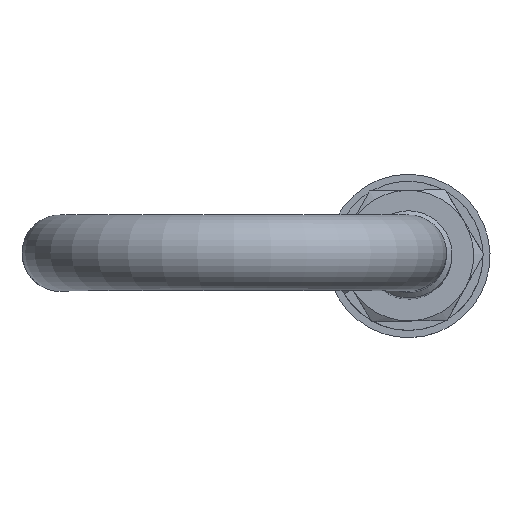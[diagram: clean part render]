
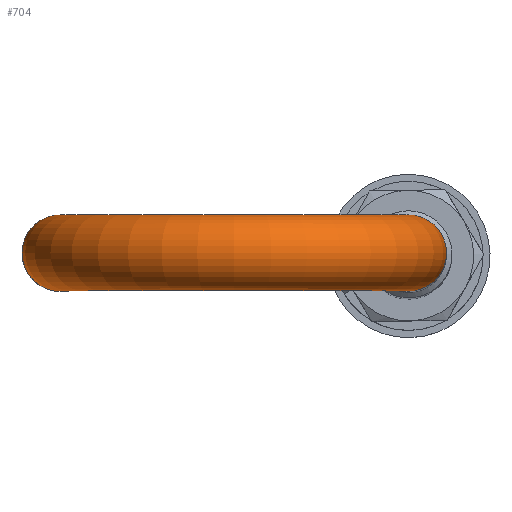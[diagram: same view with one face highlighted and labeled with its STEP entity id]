
A CAD part, top view. The second image highlights one B-rep face of the part: STEP entity #704.
In plain terms, the highlighted toroidal (fillet/blend) face has major radius 32 mm and minor radius 7 mm.
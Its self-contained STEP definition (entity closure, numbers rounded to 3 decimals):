
#49=TOROIDAL_SURFACE('',#783,32.,7.);
#88=FACE_OUTER_BOUND('',#130,.T.);
#130=EDGE_LOOP('',(#469,#470,#471,#472,#473,#474));
#239=CIRCLE('',#781,7.);
#240=CIRCLE('',#782,7.);
#241=CIRCLE('',#784,25.);
#242=CIRCLE('',#785,7.);
#243=CIRCLE('',#786,7.);
#279=VERTEX_POINT('',#1082);
#280=VERTEX_POINT('',#1084);
#281=VERTEX_POINT('',#1088);
#282=VERTEX_POINT('',#1090);
#354=EDGE_CURVE('',#280,#279,#239,.T.);
#355=EDGE_CURVE('',#279,#280,#240,.T.);
#356=EDGE_CURVE('',#280,#281,#241,.T.);
#357=EDGE_CURVE('',#282,#281,#242,.T.);
#358=EDGE_CURVE('',#281,#282,#243,.T.);
#469=ORIENTED_EDGE('',*,*,#355,.T.);
#470=ORIENTED_EDGE('',*,*,#356,.T.);
#471=ORIENTED_EDGE('',*,*,#357,.F.);
#472=ORIENTED_EDGE('',*,*,#358,.F.);
#473=ORIENTED_EDGE('',*,*,#356,.F.);
#474=ORIENTED_EDGE('',*,*,#354,.T.);
#704=ADVANCED_FACE('',(#88),#49,.T.);
#781=AXIS2_PLACEMENT_3D('',#1085,#884,#885);
#782=AXIS2_PLACEMENT_3D('',#1086,#886,#887);
#783=AXIS2_PLACEMENT_3D('',#1087,#888,#889);
#784=AXIS2_PLACEMENT_3D('',#1089,#890,#891);
#785=AXIS2_PLACEMENT_3D('',#1091,#892,#893);
#786=AXIS2_PLACEMENT_3D('',#1092,#894,#895);
#884=DIRECTION('center_axis',(0.,0.,1.));
#885=DIRECTION('ref_axis',(-1.,0.,0.));
#886=DIRECTION('center_axis',(0.,0.,1.));
#887=DIRECTION('ref_axis',(-1.,0.,0.));
#888=DIRECTION('center_axis',(0.,1.,0.));
#889=DIRECTION('ref_axis',(0.,0.,1.));
#890=DIRECTION('center_axis',(0.,-1.,0.));
#891=DIRECTION('ref_axis',(0.,0.,1.));
#892=DIRECTION('center_axis',(0.,0.,-1.));
#893=DIRECTION('ref_axis',(1.,0.,0.));
#894=DIRECTION('center_axis',(0.,0.,-1.));
#895=DIRECTION('ref_axis',(1.,0.,0.));
#1082=CARTESIAN_POINT('',(7.,0.,341.));
#1084=CARTESIAN_POINT('',(-7.,0.,341.));
#1085=CARTESIAN_POINT('Origin',(0.,0.,341.));
#1086=CARTESIAN_POINT('Origin',(0.,0.,341.));
#1087=CARTESIAN_POINT('Origin',(-32.,0.,341.));
#1088=CARTESIAN_POINT('',(-57.,0.,341.));
#1089=CARTESIAN_POINT('Origin',(-32.,0.,341.));
#1090=CARTESIAN_POINT('',(-71.,0.,341.));
#1091=CARTESIAN_POINT('Origin',(-64.,0.,341.));
#1092=CARTESIAN_POINT('Origin',(-64.,0.,341.));
